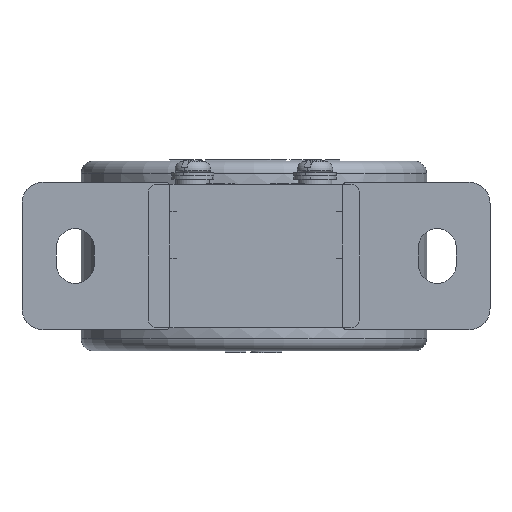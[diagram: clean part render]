
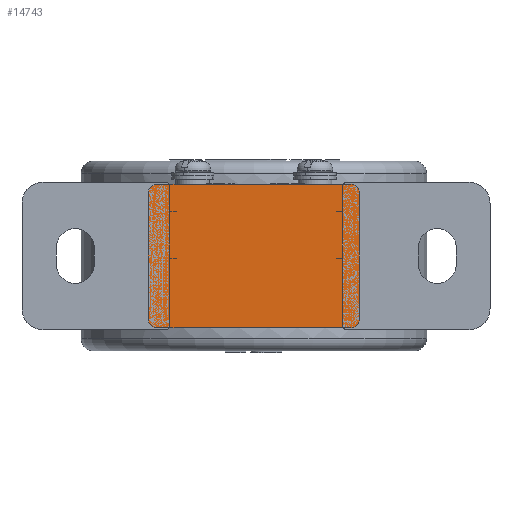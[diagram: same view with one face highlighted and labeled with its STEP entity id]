
A CAD part, front view. The second image highlights one B-rep face of the part: STEP entity #14743.
In plain terms, the highlighted planar face has unit normal (0, -1, 0).
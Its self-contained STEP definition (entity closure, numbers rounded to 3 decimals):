
#36 = EDGE_CURVE ( 'NONE', #346, #4275, #6135, .T. ) ;
#41 = VECTOR ( 'NONE', #9405, 1000. ) ;
#153 = DIRECTION ( 'NONE',  ( 0., 1., 0. ) ) ;
#260 = EDGE_CURVE ( 'NONE', #346, #2527, #13223, .T. ) ;
#346 = VERTEX_POINT ( 'NONE', #13536 ) ;
#601 = CARTESIAN_POINT ( 'NONE',  ( -23., 0., -17. ) ) ;
#851 = DIRECTION ( 'NONE',  ( 0., -1., 0. ) ) ;
#1212 = LINE ( 'NONE', #15442, #41 ) ;
#1227 = DIRECTION ( 'NONE',  ( 1., 0., 0. ) ) ;
#1249 = ORIENTED_EDGE ( 'NONE', *, *, #36, .T. ) ;
#1251 = VERTEX_POINT ( 'NONE', #7104 ) ;
#1345 = DIRECTION ( 'NONE',  ( 0., 0., 1. ) ) ;
#1407 = ORIENTED_EDGE ( 'NONE', *, *, #15015, .T. ) ;
#1479 = DIRECTION ( 'NONE',  ( 0., 0., 1. ) ) ;
#1498 = VERTEX_POINT ( 'NONE', #11630 ) ;
#1534 = VERTEX_POINT ( 'NONE', #5817 ) ;
#1711 = DIRECTION ( 'NONE',  ( 0., -1., 0. ) ) ;
#2527 = VERTEX_POINT ( 'NONE', #11241 ) ;
#2827 = AXIS2_PLACEMENT_3D ( 'NONE', #6121, #4926, #9783 ) ;
#3351 = VECTOR ( 'NONE', #1227, 1000. ) ;
#3522 = EDGE_CURVE ( 'NONE', #1534, #15353, #12238, .T. ) ;
#4229 = DIRECTION ( 'NONE',  ( 0., -1., 0. ) ) ;
#4275 = VERTEX_POINT ( 'NONE', #6085 ) ;
#4348 = CARTESIAN_POINT ( 'NONE',  ( 23., 0., 15. ) ) ;
#4917 = FACE_OUTER_BOUND ( 'NONE', #11084, .T. ) ;
#4926 = DIRECTION ( 'NONE',  ( 0., -1., 0. ) ) ;
#4937 = CARTESIAN_POINT ( 'NONE',  ( 25., 0., 17. ) ) ;
#5235 = CIRCLE ( 'NONE', #9053, 2. ) ;
#5817 = CARTESIAN_POINT ( 'NONE',  ( -25., 0., -15. ) ) ;
#6085 = CARTESIAN_POINT ( 'NONE',  ( -25., 0., 15. ) ) ;
#6121 = CARTESIAN_POINT ( 'NONE',  ( -23., 0., -15. ) ) ;
#6135 = CIRCLE ( 'NONE', #15021, 2. ) ;
#6420 = VECTOR ( 'NONE', #14553, 1000. ) ;
#7104 = CARTESIAN_POINT ( 'NONE',  ( 25., 0., 15. ) ) ;
#7381 = CARTESIAN_POINT ( 'NONE',  ( 0., 0., 17. ) ) ;
#7454 = EDGE_CURVE ( 'NONE', #15353, #1498, #1212, .T. ) ;
#7490 = DIRECTION ( 'NONE',  ( 0., 0., -1. ) ) ;
#7556 = ORIENTED_EDGE ( 'NONE', *, *, #7454, .T. ) ;
#7755 = CARTESIAN_POINT ( 'NONE',  ( -23., 0., 15. ) ) ;
#8600 = CARTESIAN_POINT ( 'NONE',  ( -25., 0., 17. ) ) ;
#8678 = LINE ( 'NONE', #8600, #15368 ) ;
#8774 = CIRCLE ( 'NONE', #10557, 2. ) ;
#9053 = AXIS2_PLACEMENT_3D ( 'NONE', #4348, #851, #14116 ) ;
#9405 = DIRECTION ( 'NONE',  ( 1., 0., 0. ) ) ;
#9758 = ORIENTED_EDGE ( 'NONE', *, *, #14095, .T. ) ;
#9772 = PLANE ( 'NONE',  #11828 ) ;
#9783 = DIRECTION ( 'NONE',  ( 0., 0., 1. ) ) ;
#10194 = CARTESIAN_POINT ( 'NONE',  ( 23., 0., -15. ) ) ;
#10557 = AXIS2_PLACEMENT_3D ( 'NONE', #10194, #4229, #13835 ) ;
#10923 = VERTEX_POINT ( 'NONE', #14653 ) ;
#11028 = ORIENTED_EDGE ( 'NONE', *, *, #11264, .F. ) ;
#11084 = EDGE_LOOP ( 'NONE', ( #11028, #1407, #12534, #1249, #14378, #13005, #7556, #9758 ) ) ;
#11241 = CARTESIAN_POINT ( 'NONE',  ( 23., 0., 17. ) ) ;
#11264 = EDGE_CURVE ( 'NONE', #1251, #10923, #12013, .T. ) ;
#11630 = CARTESIAN_POINT ( 'NONE',  ( 23., 0., -17. ) ) ;
#11828 = AXIS2_PLACEMENT_3D ( 'NONE', #7381, #153, #1345 ) ;
#12013 = LINE ( 'NONE', #4937, #6420 ) ;
#12113 = CARTESIAN_POINT ( 'NONE',  ( 0., 0., 17. ) ) ;
#12238 = CIRCLE ( 'NONE', #2827, 2. ) ;
#12534 = ORIENTED_EDGE ( 'NONE', *, *, #260, .F. ) ;
#13005 = ORIENTED_EDGE ( 'NONE', *, *, #3522, .T. ) ;
#13223 = LINE ( 'NONE', #12113, #3351 ) ;
#13536 = CARTESIAN_POINT ( 'NONE',  ( -23., 0., 17. ) ) ;
#13835 = DIRECTION ( 'NONE',  ( 0., 0., 1. ) ) ;
#14075 = EDGE_CURVE ( 'NONE', #4275, #1534, #8678, .T. ) ;
#14095 = EDGE_CURVE ( 'NONE', #1498, #10923, #8774, .T. ) ;
#14116 = DIRECTION ( 'NONE',  ( 0., 0., 1. ) ) ;
#14378 = ORIENTED_EDGE ( 'NONE', *, *, #14075, .T. ) ;
#14553 = DIRECTION ( 'NONE',  ( 0., 0., -1. ) ) ;
#14653 = CARTESIAN_POINT ( 'NONE',  ( 25., 0., -15. ) ) ;
#14743 = ADVANCED_FACE ( 'NONE', ( #4917 ), #9772, .F. ) ;
#15015 = EDGE_CURVE ( 'NONE', #1251, #2527, #5235, .T. ) ;
#15021 = AXIS2_PLACEMENT_3D ( 'NONE', #7755, #1711, #1479 ) ;
#15353 = VERTEX_POINT ( 'NONE', #601 ) ;
#15368 = VECTOR ( 'NONE', #7490, 1000. ) ;
#15442 = CARTESIAN_POINT ( 'NONE',  ( 0., 0., -17. ) ) ;
